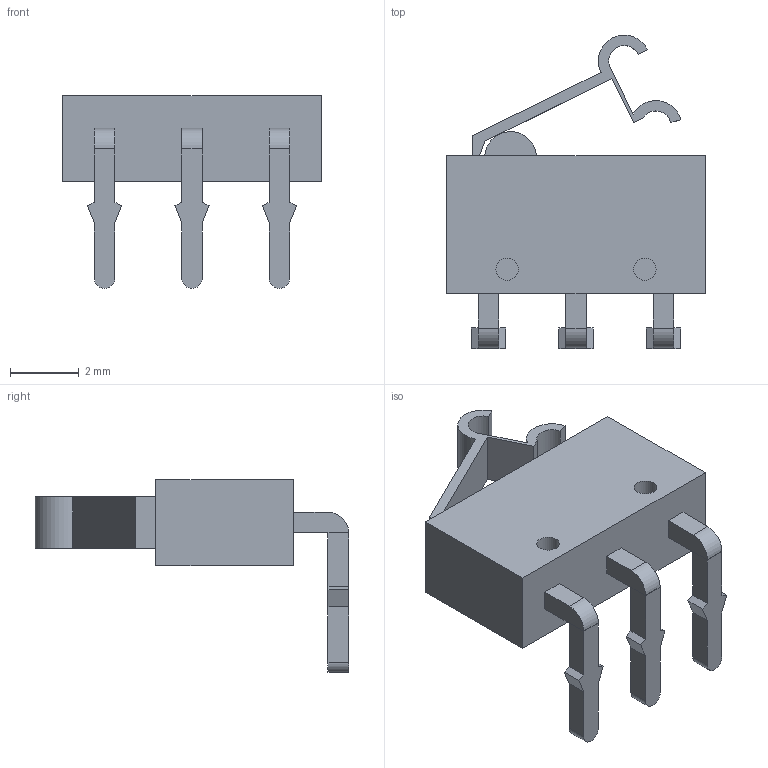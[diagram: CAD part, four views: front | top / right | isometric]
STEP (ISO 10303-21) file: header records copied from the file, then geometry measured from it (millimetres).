
FILE_DESCRIPTION(('FreeCAD Model'),'2;1');
FILE_NAME('Open CASCADE Shape Model','2023-11-27T14:08:27',(''),(''), 'Open CASCADE STEP processor 7.6','FreeCAD','Unknown');
FILE_SCHEMA(('AUTOMOTIVE_DESIGN { 1 0 10303 214 1 1 1 1 }'));
Length unit declared in the file: millimetre
Products named in the file (1): Pad003
Bounding box: 7.5 x 9.1 x 5.6 mm (x, y, z)
Volume: 84.8 mm3; surface area: 198.9 mm2
Topology: 1 solids, 1 shells, 84 faces, 207 edges, 134 vertices
Faces by surface type: plane 68, cylinder 16
Full cylindrical faces by diameter (mm): 0.65 x4
Entity records: 5280 total; most frequent: CARTESIAN_POINT 936, DIRECTION 792, LINE 539, VECTOR 539, ORIENTED_EDGE 414, PCURVE 414, DEFINITIONAL_REPRESENTATION 414, EDGE_CURVE 207
